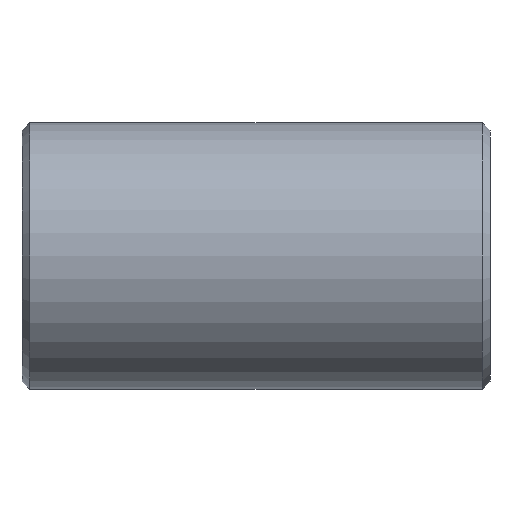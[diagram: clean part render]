
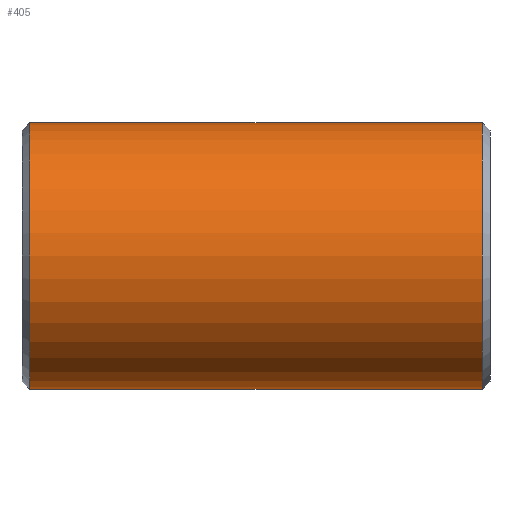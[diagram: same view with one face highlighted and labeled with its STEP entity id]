
A CAD part, front view. The second image highlights one B-rep face of the part: STEP entity #405.
In plain terms, the highlighted cylindrical face has radius 70.65 mm (diameter 141.3 mm), a partial arc.
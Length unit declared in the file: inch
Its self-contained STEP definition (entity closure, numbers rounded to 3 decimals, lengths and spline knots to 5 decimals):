
#27 = DIRECTION ( 'NONE',  ( 0., 0., -1. ) ) ;
#29 = VECTOR ( 'NONE', #620, 39.37008 ) ;
#37 = ORIENTED_EDGE ( 'NONE', *, *, #850, .T. ) ;
#65 = AXIS2_PLACEMENT_3D ( 'NONE', #246, #846, #604 ) ;
#99 = EDGE_LOOP ( 'NONE', ( #151, #187, #37, #291 ) ) ;
#100 = LINE ( 'NONE', #511, #417 ) ;
#107 = VERTEX_POINT ( 'NONE', #616 ) ;
#136 = EDGE_CURVE ( 'NONE', #107, #163, #429, .T. ) ;
#151 = ORIENTED_EDGE ( 'NONE', *, *, #464, .F. ) ;
#163 = VERTEX_POINT ( 'NONE', #606 ) ;
#187 = ORIENTED_EDGE ( 'NONE', *, *, #136, .T. ) ;
#200 = CARTESIAN_POINT ( 'NONE',  ( -4.71333, 0., 0. ) ) ;
#212 = CARTESIAN_POINT ( 'NONE',  ( -4.71333, 0., -2.7815 ) ) ;
#213 = DIRECTION ( 'NONE',  ( 1., 0., 0. ) ) ;
#225 = CYLINDRICAL_SURFACE ( 'NONE', #65, 2.7815 ) ;
#246 = CARTESIAN_POINT ( 'NONE',  ( 4.88, 0., 0. ) ) ;
#253 = EDGE_CURVE ( 'NONE', #567, #812, #698, .T. ) ;
#291 = ORIENTED_EDGE ( 'NONE', *, *, #253, .T. ) ;
#295 = CARTESIAN_POINT ( 'NONE',  ( 4.71333, 0., 0. ) ) ;
#319 = AXIS2_PLACEMENT_3D ( 'NONE', #295, #357, #27 ) ;
#357 = DIRECTION ( 'NONE',  ( -1., 0., 0. ) ) ;
#405 = ADVANCED_FACE ( 'NONE', ( #537 ), #225, .T. ) ;
#417 = VECTOR ( 'NONE', #495, 39.37008 ) ;
#429 = CIRCLE ( 'NONE', #319, 2.7815 ) ;
#464 = EDGE_CURVE ( 'NONE', #107, #812, #679, .T. ) ;
#480 = DIRECTION ( 'NONE',  ( 0., 0., 1. ) ) ;
#495 = DIRECTION ( 'NONE',  ( -1., 0., 0. ) ) ;
#511 = CARTESIAN_POINT ( 'NONE',  ( 4.88, 0., 2.7815 ) ) ;
#537 = FACE_OUTER_BOUND ( 'NONE', #99, .T. ) ;
#564 = CARTESIAN_POINT ( 'NONE',  ( -4.71333, 0., 2.7815 ) ) ;
#567 = VERTEX_POINT ( 'NONE', #564 ) ;
#604 = DIRECTION ( 'NONE',  ( 0., 0., 1. ) ) ;
#606 = CARTESIAN_POINT ( 'NONE',  ( 4.71333, 0., 2.7815 ) ) ;
#616 = CARTESIAN_POINT ( 'NONE',  ( 4.71333, 0., -2.7815 ) ) ;
#617 = AXIS2_PLACEMENT_3D ( 'NONE', #200, #213, #480 ) ;
#620 = DIRECTION ( 'NONE',  ( -1., 0., 0. ) ) ;
#679 = LINE ( 'NONE', #810, #29 ) ;
#698 = CIRCLE ( 'NONE', #617, 2.7815 ) ;
#810 = CARTESIAN_POINT ( 'NONE',  ( 4.88, 0., -2.7815 ) ) ;
#812 = VERTEX_POINT ( 'NONE', #212 ) ;
#846 = DIRECTION ( 'NONE',  ( -1., 0., 0. ) ) ;
#850 = EDGE_CURVE ( 'NONE', #163, #567, #100, .T. ) ;
